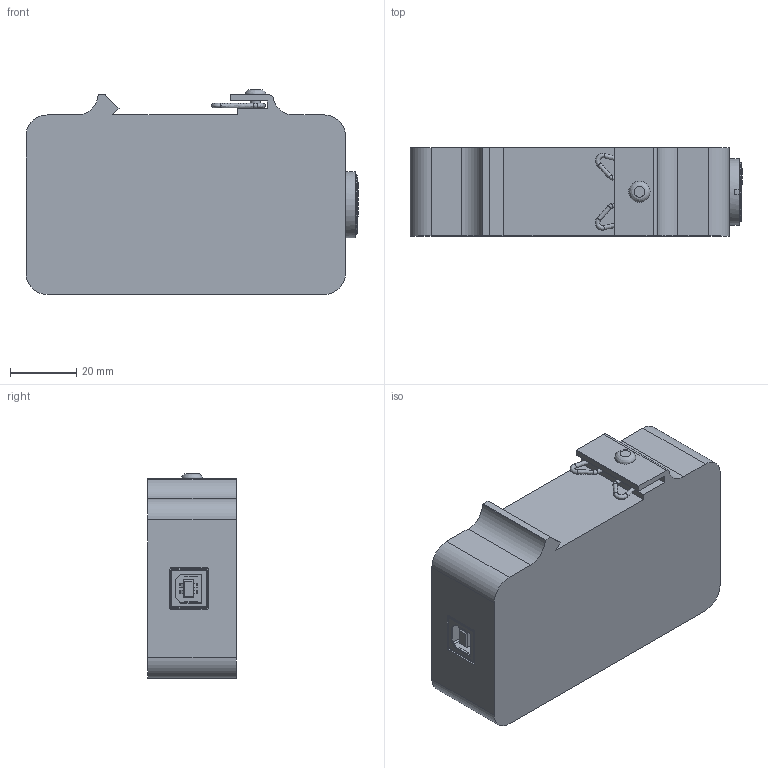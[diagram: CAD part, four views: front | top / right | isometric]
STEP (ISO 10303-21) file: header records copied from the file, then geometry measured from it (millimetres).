
FILE_DESCRIPTION(/* description */ (''),/* implementation_level */ '2;1');
FILE_NAME(/* name */ 'USB520.stp',/* time_stamp */ '2021-06-02T15:58:02-07:00',/* author */ ('sean'),/* organization */ (''),/* preprocessor_version */ 'ST-DEVELOPER v18.1',/* originating_system */ 'Autodesk Inventor 2020',/* authorisation */ '');
FILE_SCHEMA (('AUTOMOTIVE_DESIGN { 1 0 10303 214 3 1 1 }'));
Length unit declared in the file: inch
Products named in the file (1): USB520
Bounding box: 100.32 x 26.67 x 61.87 mm (x, y, z)
Volume: 139295.1 mm3; surface area: 22890 mm2
Topology: 2 solids, 2 shells, 261 faces, 678 edges, 452 vertices
Faces by surface type: plane 175, cylinder 58, cone 16, bspline 12
Full cylindrical faces by diameter (mm): 1 x12, 3.048 x1, 3.429 x2, 16 x1, 18 x1, 20 x1
Entity records: 8622 total; most frequent: CARTESIAN_POINT 1710, DIRECTION 1366, ORIENTED_EDGE 1356, EDGE_CURVE 678, LINE 478, VECTOR 478, VERTEX_POINT 452, AXIS2_PLACEMENT_3D 444
